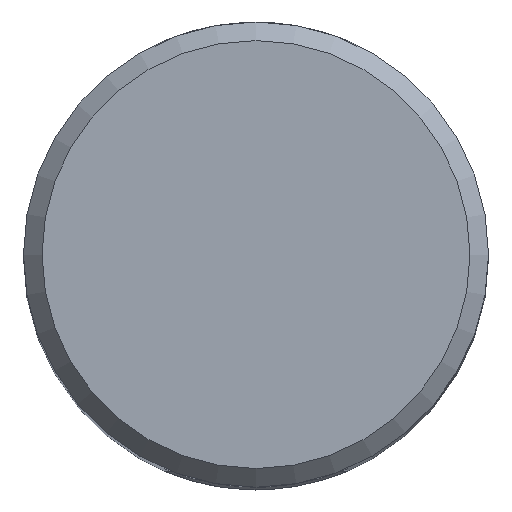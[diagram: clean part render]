
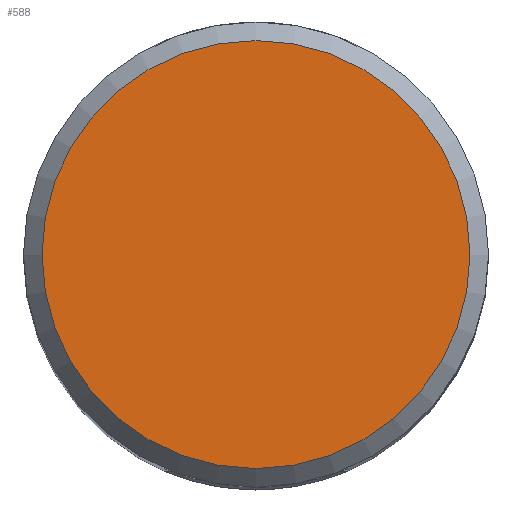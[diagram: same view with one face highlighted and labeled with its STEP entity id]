
A CAD part, top view. The second image highlights one B-rep face of the part: STEP entity #588.
In plain terms, the highlighted planar face has unit normal (0, 0, 1).
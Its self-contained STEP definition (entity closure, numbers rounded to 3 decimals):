
#109=FACE_OUTER_BOUND('',#758,.T.);
#207=PLANE('',#2156);
#588=ADVANCED_FACE('',(#109),#207,.T.);
#758=EDGE_LOOP('',(#897));
#897=ORIENTED_EDGE('',*,*,#1723,.T.);
#1512=VERTEX_POINT('',#2936);
#1723=EDGE_CURVE('',#1512,#1512,#2025,.T.);
#2025=CIRCLE('',#2152,11.5);
#2152=AXIS2_PLACEMENT_3D('',#2935,#2368,#2369);
#2156=AXIS2_PLACEMENT_3D('',#2941,#2376,#2377);
#2368=DIRECTION('',(0.,0.,1.));
#2369=DIRECTION('',(1.,0.,0.));
#2376=DIRECTION('',(0.,0.,1.));
#2377=DIRECTION('',(-1.,0.,0.));
#2935=CARTESIAN_POINT('',(0.,0.,0.));
#2936=CARTESIAN_POINT('',(11.5,0.,0.));
#2941=CARTESIAN_POINT('',(0.,2.25,0.));
